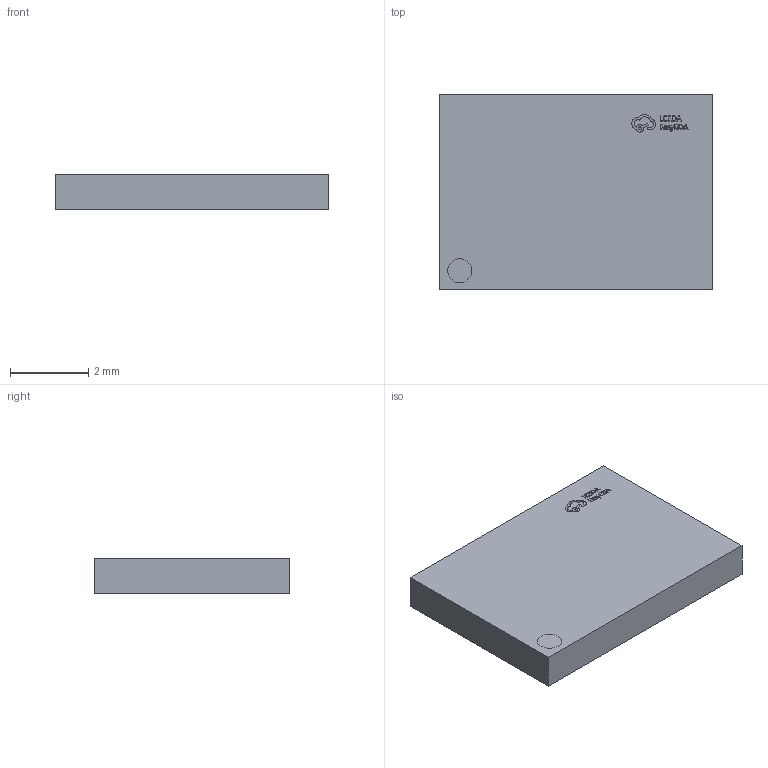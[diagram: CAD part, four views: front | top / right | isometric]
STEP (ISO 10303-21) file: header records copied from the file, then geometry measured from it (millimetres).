
FILE_DESCRIPTION (( 'STEP AP214' ), '1' );
FILE_NAME ('OSC-SMD_7P-L7.0-W5.0-BL-EP.STEP', '2023-07-19T13:39:34', ( '΢���û�' ), ( '΢���й�' ), 'SwSTEP 2.0', 'SolidWorks 2020', '' );
FILE_SCHEMA (( 'AUTOMOTIVE_DESIGN' ));
Length unit declared in the file: millimetre
Products named in the file (1): OSC-SMD_7P-L7.0-W5.0-BL-EP
Bounding box: 7 x 5 x 0.91 mm (x, y, z)
Volume: 31.6 mm3; surface area: 92 mm2
Topology: 1 solids, 1 shells, 284 faces, 765 edges, 510 vertices
Faces by surface type: plane 169, bspline 98, cylinder 17
Entity records: 12513 total; most frequent: CARTESIAN_POINT 2866, ORIENTED_EDGE 1530, DIRECTION 973, EDGE_CURVE 765, LINE 531, VECTOR 531, VERTEX_POINT 510, EDGE_LOOP 311
